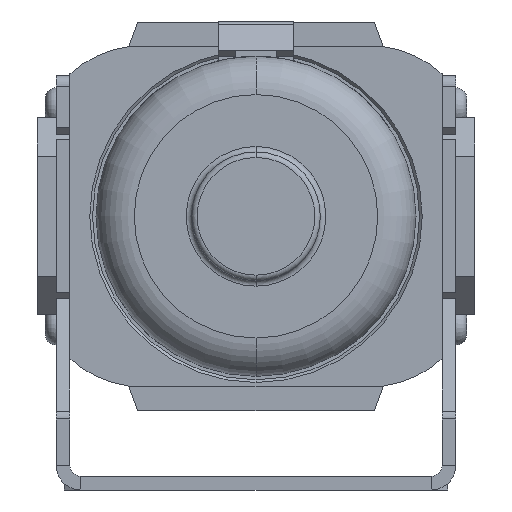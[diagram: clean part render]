
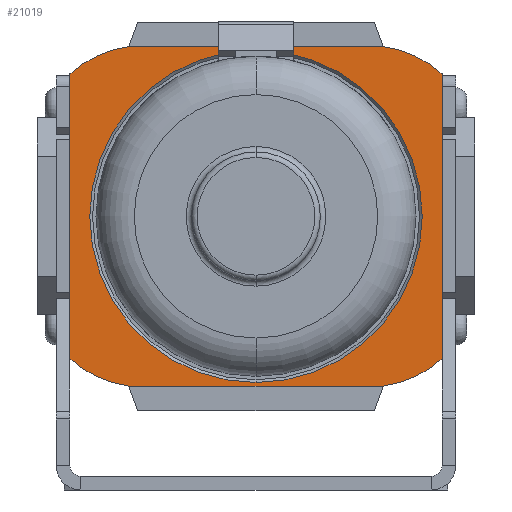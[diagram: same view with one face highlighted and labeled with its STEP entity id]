
A CAD part, front view. The second image highlights one B-rep face of the part: STEP entity #21019.
In plain terms, the highlighted planar face has unit normal (0, -1, 0).
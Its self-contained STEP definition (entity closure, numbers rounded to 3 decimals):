
#85 = DIRECTION ( 'NONE',  ( 1., 0., 0. ) ) ;
#160 = ORIENTED_EDGE ( 'NONE', *, *, #12638, .T. ) ;
#451 = AXIS2_PLACEMENT_3D ( 'NONE', #1951, #13504, #3611 ) ;
#479 = CIRCLE ( 'NONE', #10418, 30.36 ) ;
#665 = VERTEX_POINT ( 'NONE', #4354 ) ;
#756 = LINE ( 'NONE', #9958, #9511 ) ;
#874 = DIRECTION ( 'NONE',  ( 0., 1., 0. ) ) ;
#905 = CARTESIAN_POINT ( 'NONE',  ( 0., -35., 0. ) ) ;
#912 = DIRECTION ( 'NONE',  ( 0., 1., 0. ) ) ;
#1168 = DIRECTION ( 'NONE',  ( 0., -1., 0. ) ) ;
#1576 = AXIS2_PLACEMENT_3D ( 'NONE', #11042, #1168, #12701 ) ;
#1951 = CARTESIAN_POINT ( 'NONE',  ( -20.568, -35., 11.182 ) ) ;
#1976 = VECTOR ( 'NONE', #9419, 1000. ) ;
#2344 = CIRCLE ( 'NONE', #451, 20. ) ;
#2526 = EDGE_CURVE ( 'NONE', #665, #8540, #9573, .T. ) ;
#2535 = DIRECTION ( 'NONE',  ( -1., 0., 0. ) ) ;
#2604 = VERTEX_POINT ( 'NONE', #13769 ) ;
#2748 = CARTESIAN_POINT ( 'NONE',  ( -34., -35., 26. ) ) ;
#3189 = AXIS2_PLACEMENT_3D ( 'NONE', #18915, #8977, #20589 ) ;
#3254 = EDGE_CURVE ( 'NONE', #12713, #5471, #4638, .T. ) ;
#3342 = LINE ( 'NONE', #15790, #11120 ) ;
#3533 = FACE_OUTER_BOUND ( 'NONE', #3872, .T. ) ;
#3611 = DIRECTION ( 'NONE',  ( -1., 0., 0. ) ) ;
#3872 = EDGE_LOOP ( 'NONE', ( #12941, #15667, #9866, #18196, #7107, #160, #9278, #11161 ) ) ;
#4017 = AXIS2_PLACEMENT_3D ( 'NONE', #5245, #16823, #6896 ) ;
#4055 = FACE_BOUND ( 'NONE', #17103, .T. ) ;
#4205 = VERTEX_POINT ( 'NONE', #15162 ) ;
#4228 = CARTESIAN_POINT ( 'NONE',  ( 0., -35., 30.36 ) ) ;
#4354 = CARTESIAN_POINT ( 'NONE',  ( -23.258, -35., -31. ) ) ;
#4536 = EDGE_CURVE ( 'NONE', #665, #15635, #756, .T. ) ;
#4638 = CIRCLE ( 'NONE', #3189, 20. ) ;
#4842 = EDGE_CURVE ( 'NONE', #4205, #15633, #479, .T. ) ;
#5245 = CARTESIAN_POINT ( 'NONE',  ( -20.568, -35., -11.182 ) ) ;
#5471 = VERTEX_POINT ( 'NONE', #16938 ) ;
#5878 = CARTESIAN_POINT ( 'NONE',  ( 23.258, -35., -31. ) ) ;
#6007 = CIRCLE ( 'NONE', #8756, 30.36 ) ;
#6207 = ORIENTED_EDGE ( 'NONE', *, *, #16034, .T. ) ;
#6896 = DIRECTION ( 'NONE',  ( -1., 0., 0. ) ) ;
#7094 = EDGE_CURVE ( 'NONE', #5471, #2604, #9476, .T. ) ;
#7107 = ORIENTED_EDGE ( 'NONE', *, *, #3254, .F. ) ;
#7754 = CARTESIAN_POINT ( 'NONE',  ( -34., -35., 35.5 ) ) ;
#8540 = VERTEX_POINT ( 'NONE', #20705 ) ;
#8608 = VERTEX_POINT ( 'NONE', #2748 ) ;
#8756 = AXIS2_PLACEMENT_3D ( 'NONE', #10784, #912, #12460 ) ;
#8948 = VECTOR ( 'NONE', #12694, 1000. ) ;
#8977 = DIRECTION ( 'NONE',  ( 0., 1., 0. ) ) ;
#9030 = ORIENTED_EDGE ( 'NONE', *, *, #4842, .T. ) ;
#9278 = ORIENTED_EDGE ( 'NONE', *, *, #11997, .T. ) ;
#9419 = DIRECTION ( 'NONE',  ( 0., 0., -1. ) ) ;
#9476 = LINE ( 'NONE', #17633, #8948 ) ;
#9511 = VECTOR ( 'NONE', #85, 1000. ) ;
#9573 = CIRCLE ( 'NONE', #4017, 20. ) ;
#9866 = ORIENTED_EDGE ( 'NONE', *, *, #14569, .T. ) ;
#9958 = CARTESIAN_POINT ( 'NONE',  ( 34., -35., -31. ) ) ;
#10418 = AXIS2_PLACEMENT_3D ( 'NONE', #905, #12450, #2535 ) ;
#10774 = LINE ( 'NONE', #7754, #1976 ) ;
#10784 = CARTESIAN_POINT ( 'NONE',  ( 0., -35., 0. ) ) ;
#11042 = CARTESIAN_POINT ( 'NONE',  ( 20.568, -35., -11.182 ) ) ;
#11120 = VECTOR ( 'NONE', #20869, 1000. ) ;
#11161 = ORIENTED_EDGE ( 'NONE', *, *, #21113, .T. ) ;
#11997 = EDGE_CURVE ( 'NONE', #12543, #8608, #2344, .T. ) ;
#12408 = DIRECTION ( 'NONE',  ( -1., 0., 0. ) ) ;
#12450 = DIRECTION ( 'NONE',  ( 0., 1., 0. ) ) ;
#12460 = DIRECTION ( 'NONE',  ( -1., 0., 0. ) ) ;
#12543 = VERTEX_POINT ( 'NONE', #17180 ) ;
#12638 = EDGE_CURVE ( 'NONE', #12713, #12543, #3342, .T. ) ;
#12694 = DIRECTION ( 'NONE',  ( 0., 0., -1. ) ) ;
#12701 = DIRECTION ( 'NONE',  ( 1., 0., 0. ) ) ;
#12713 = VERTEX_POINT ( 'NONE', #14408 ) ;
#12941 = ORIENTED_EDGE ( 'NONE', *, *, #2526, .F. ) ;
#13504 = DIRECTION ( 'NONE',  ( 0., -1., 0. ) ) ;
#13769 = CARTESIAN_POINT ( 'NONE',  ( 34., -35., -26. ) ) ;
#14000 = AXIS2_PLACEMENT_3D ( 'NONE', #20668, #874, #12408 ) ;
#14408 = CARTESIAN_POINT ( 'NONE',  ( 23.258, -35., 31. ) ) ;
#14569 = EDGE_CURVE ( 'NONE', #15635, #2604, #20389, .T. ) ;
#15162 = CARTESIAN_POINT ( 'NONE',  ( 0., -35., -30.36 ) ) ;
#15633 = VERTEX_POINT ( 'NONE', #4228 ) ;
#15635 = VERTEX_POINT ( 'NONE', #5878 ) ;
#15667 = ORIENTED_EDGE ( 'NONE', *, *, #4536, .T. ) ;
#15790 = CARTESIAN_POINT ( 'NONE',  ( 34., -35., 31. ) ) ;
#16034 = EDGE_CURVE ( 'NONE', #15633, #4205, #6007, .T. ) ;
#16823 = DIRECTION ( 'NONE',  ( 0., 1., 0. ) ) ;
#16938 = CARTESIAN_POINT ( 'NONE',  ( 34., -35., 26. ) ) ;
#17103 = EDGE_LOOP ( 'NONE', ( #9030, #6207 ) ) ;
#17180 = CARTESIAN_POINT ( 'NONE',  ( -23.258, -35., 31. ) ) ;
#17633 = CARTESIAN_POINT ( 'NONE',  ( 34., -35., 35.5 ) ) ;
#18196 = ORIENTED_EDGE ( 'NONE', *, *, #7094, .F. ) ;
#18915 = CARTESIAN_POINT ( 'NONE',  ( 20.568, -35., 11.182 ) ) ;
#18998 = PLANE ( 'NONE',  #14000 ) ;
#20389 = CIRCLE ( 'NONE', #1576, 20. ) ;
#20589 = DIRECTION ( 'NONE',  ( 1., 0., 0. ) ) ;
#20668 = CARTESIAN_POINT ( 'NONE',  ( 34., -35., 35.5 ) ) ;
#20705 = CARTESIAN_POINT ( 'NONE',  ( -34., -35., -26. ) ) ;
#20869 = DIRECTION ( 'NONE',  ( -1., 0., 0. ) ) ;
#21019 = ADVANCED_FACE ( 'NONE', ( #4055, #3533 ), #18998, .F. ) ;
#21113 = EDGE_CURVE ( 'NONE', #8608, #8540, #10774, .T. ) ;
